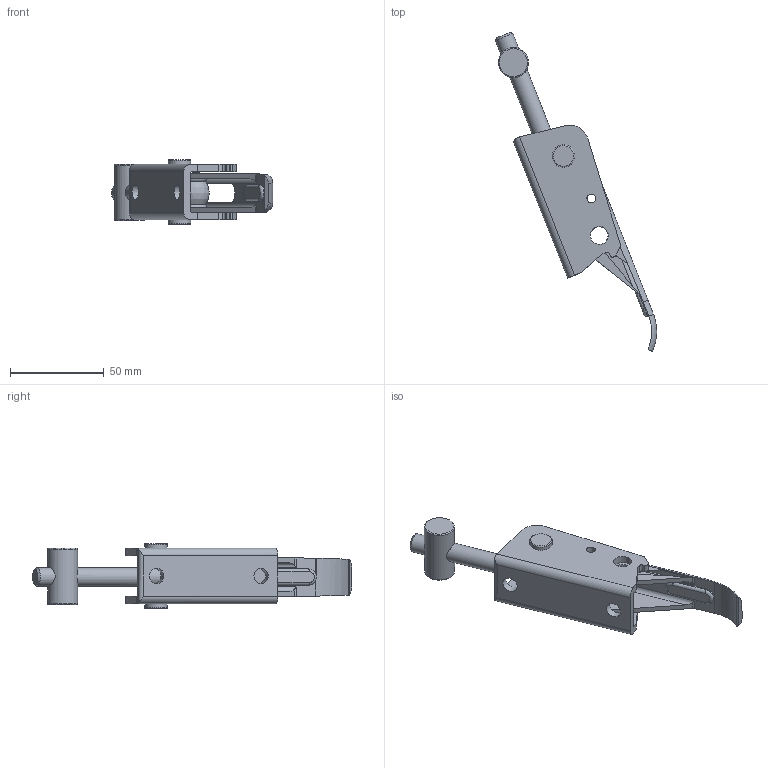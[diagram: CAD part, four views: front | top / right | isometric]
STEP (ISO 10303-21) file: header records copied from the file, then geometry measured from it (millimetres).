
FILE_DESCRIPTION(/* description */ (''),/* implementation_level */ '2;1');
FILE_NAME(/* name */ 'HLD187-P.stp',/* time_stamp */ '2019-10-08T14:28:45+01:00',/* author */ ('RWilson'),/* organization */ (''),/* preprocessor_version */ 'ST-DEVELOPER v16.13',/* originating_system */ 'Autodesk Inventor 2018',/* authorisation */ '');
FILE_SCHEMA (('AUTOMOTIVE_DESIGN { 1 0 10303 214 3 1 1 }'));
Length unit declared in the file: millimetre
Products named in the file (7): 43-3000MSZN_STEP; 4000BLSS; 663-3M; 663-5CF in assembly; 663-7CF in assembly; 663B; 663-1CFM10MSSF
Assembly tree (7 placements, depth 2):
  43-3000MSZN_STEP
    4000BLSS
    663-3M
    663-5CF in assembly  x2
    663-7CF in assembly
    663B
    663-1CFM10MSSF
Bounding box: 85.97 x 170.05 x 34.6 mm (x, y, z)
Volume: 54202.3 mm3; surface area: 33705.5 mm2
Topology: 7 solids, 7 shells, 166 faces, 417 edges, 275 vertices
Faces by surface type: plane 75, cylinder 70, torus 12, bspline 8, cone 1
Full cylindrical faces by diameter (mm): 4.75 x2, 5.6 x2, 7.8 x2, 7.9 x1, 8.001 x2, 8.1 x2, 8.2 x1, 8.28 x1, 8.3 x1, 9 x2, 9.5 x4, 9.52 x2, 9.65 x2, 10 x2, 12 x2, 12.7 x2, 16 x1
Entity records: 6445 total; most frequent: CARTESIAN_POINT 2446, DIRECTION 781, ORIENTED_EDGE 714, EDGE_CURVE 357, AXIS2_PLACEMENT_3D 302, VERTEX_POINT 255, EDGE_LOOP 234, LINE 177
